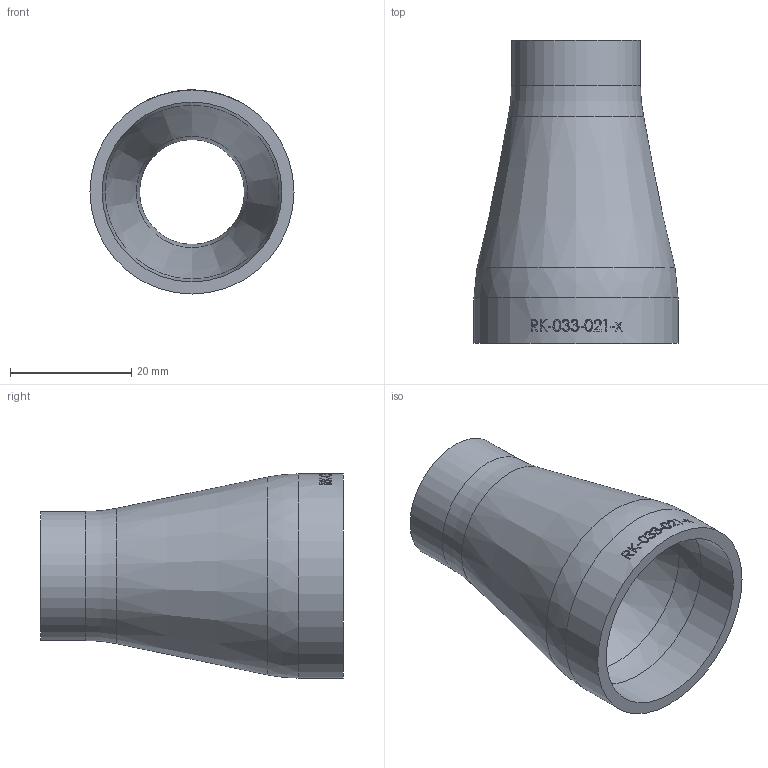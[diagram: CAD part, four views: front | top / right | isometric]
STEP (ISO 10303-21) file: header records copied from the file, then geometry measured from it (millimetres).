
FILE_DESCRIPTION (( 'STEP AP214' ), '1' );
FILE_NAME ('RK-033-021-x Reduzierung 33,7x21,3x2,0x2,0 BL38 1909.STEP', '2019-09-09T10:14:57', ( '' ), ( '' ), 'SwSTEP 2.0', 'SolidWorks 2016', '' );
FILE_SCHEMA (( 'AUTOMOTIVE_DESIGN' ));
Length unit declared in the file: millimetre
Products named in the file (1): RK-033-021-x Reduzierung 33,7x21,3x2,0x2,0 BL38 1909
Bounding box: 33.7 x 50 x 33.7 mm (x, y, z)
Volume: 8099.8 mm3; surface area: 8423.3 mm2
Topology: 1 solids, 1 shells, 148 faces, 385 edges, 254 vertices
Faces by surface type: bspline 75, plane 48, cylinder 19, torus 4, cone 2
Full cylindrical faces by diameter (mm): 17.3 x1, 21.3 x1, 29.7 x1, 33.7 x1
Entity records: 13000 total; most frequent: CARTESIAN_POINT 8545, ORIENTED_EDGE 750, EDGE_CURVE 375, DIRECTION 349, VERTEX_POINT 254, B_SPLINE_CURVE_WITH_KNOTS 244, EDGE_LOOP 175, FACE_OUTER_BOUND 156
